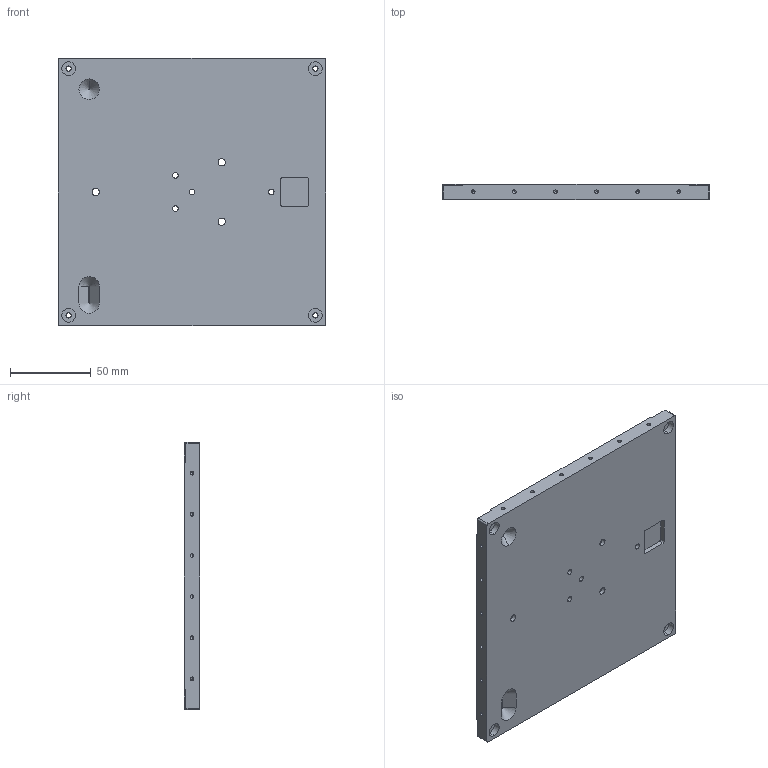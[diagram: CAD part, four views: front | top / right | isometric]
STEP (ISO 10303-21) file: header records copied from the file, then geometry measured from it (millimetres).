
FILE_DESCRIPTION (( 'STEP AP214' ), '1' );
FILE_NAME ('40K_Plate.STEP', '2024-06-11T20:26:36', ( '' ), ( '' ), 'SwSTEP 2.0', 'SolidWorks 2023', '' );
FILE_SCHEMA (( 'AUTOMOTIVE_DESIGN' ));
Length unit declared in the file: millimetre
Products named in the file (1): 40K_Plate
Bounding box: 165.1 x 9.53 x 165.1 mm (x, y, z)
Volume: 251842.2 mm3; surface area: 64286.1 mm2
Topology: 1 solids, 1 shells, 191 faces, 484 edges, 284 vertices
Faces by surface type: cylinder 98, cone 56, plane 35, bspline 2
Entity records: 5703 total; most frequent: CARTESIAN_POINT 1112, DIRECTION 1030, ORIENTED_EDGE 872, EDGE_CURVE 436, AXIS2_PLACEMENT_3D 406, VERTEX_POINT 284, EDGE_LOOP 250, LINE 218
